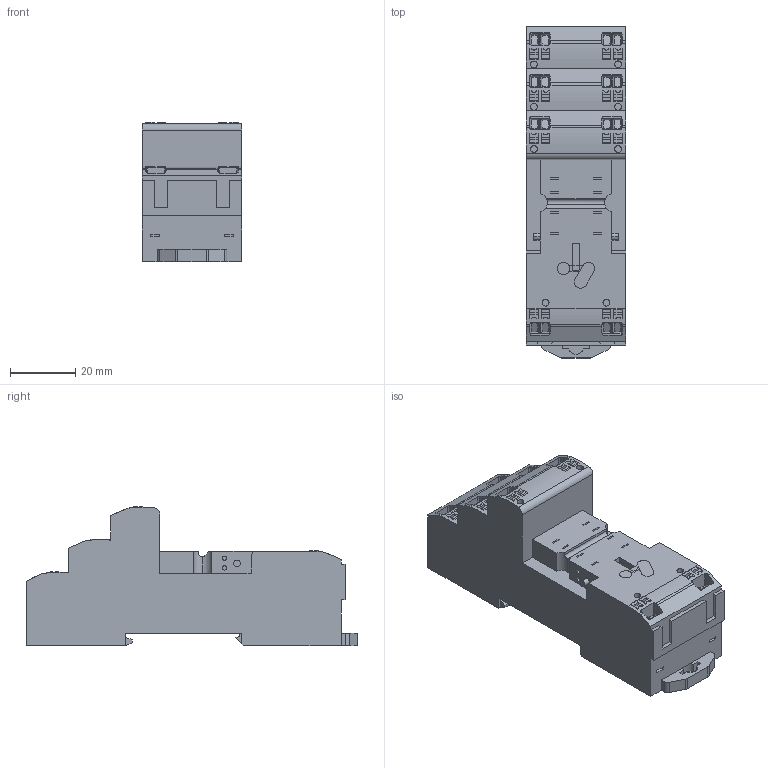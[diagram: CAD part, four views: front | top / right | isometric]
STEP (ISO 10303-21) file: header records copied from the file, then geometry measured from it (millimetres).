
FILE_DESCRIPTION (( 'STEP AP214' ), '1' );
FILE_NAME ('SU2S-21L.STEP', '2019-08-06T05:10:01', ( '' ), ( '' ), 'SwSTEP 2.0', 'SolidWorks 2017', '' );
FILE_SCHEMA (( 'AUTOMOTIVE_DESIGN' ));
Length unit declared in the file: millimetre
Products named in the file (3): SU-21L-HOOK_蹬怮椔; SU2S-21L-BODY_蹬怮椔; SU2S-21L
Assembly tree (2 placements, depth 2):
  SU2S-21L
    SU2S-21L-BODY_蹬怮椔
    SU-21L-HOOK_蹬怮椔
Bounding box: 30.6 x 101.8 x 42.68 mm (x, y, z)
Volume: 83013.2 mm3; surface area: 21867.5 mm2
Topology: 19 solids, 19 shells, 1078 faces, 3001 edges, 2001 vertices
Faces by surface type: plane 850, cylinder 196, bspline 32
Entity records: 35176 total; most frequent: CARTESIAN_POINT 8275, ORIENTED_EDGE 6002, DIRECTION 4851, EDGE_CURVE 3001, VECTOR 2377, LINE 2377, VERTEX_POINT 2001, AXIS2_PLACEMENT_3D 1237
